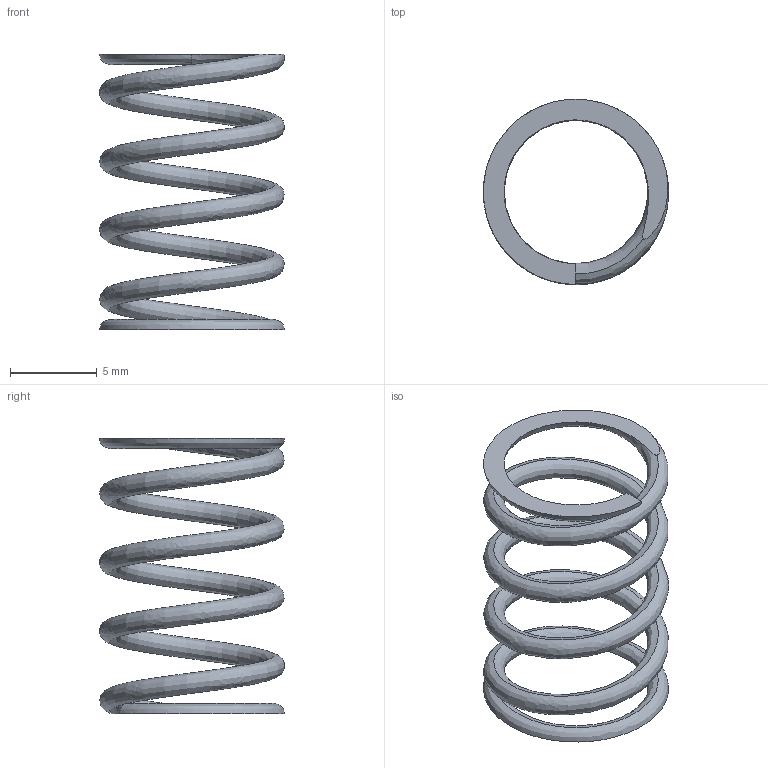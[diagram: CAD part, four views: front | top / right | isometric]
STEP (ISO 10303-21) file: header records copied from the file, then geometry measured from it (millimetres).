
FILE_DESCRIPTION (( 'STEP AP203' ), '1' );
FILE_NAME ('9657K661_Compression Spring.STEP', '2024-06-11T13:18:17', ( 'Administrator' ), ( 'Managed by Terraform' ), 'SwSTEP 2.0', 'SolidWorks 2017', '' );
FILE_SCHEMA (( 'CONFIG_CONTROL_DESIGN' ));
Length unit declared in the file: inch
Products named in the file (1): 9657K661_Compression Spring
Bounding box: 10.67 x 10.67 x 15.88 mm (x, y, z)
Volume: 154.3 mm3; surface area: 574.6 mm2
Topology: 1 solids, 1 shells, 6 faces, 12 edges, 8 vertices
Faces by surface type: plane 4, bspline 2
Entity records: 2725 total; most frequent: CARTESIAN_POINT 2533, ORIENTED_EDGE 24, DIRECTION 20, EDGE_CURVE 12, AXIS2_PLACEMENT_3D 9, PERSON_AND_ORGANIZATION 8, VERTEX_POINT 8, B_SPLINE_CURVE_WITH_KNOTS 6
